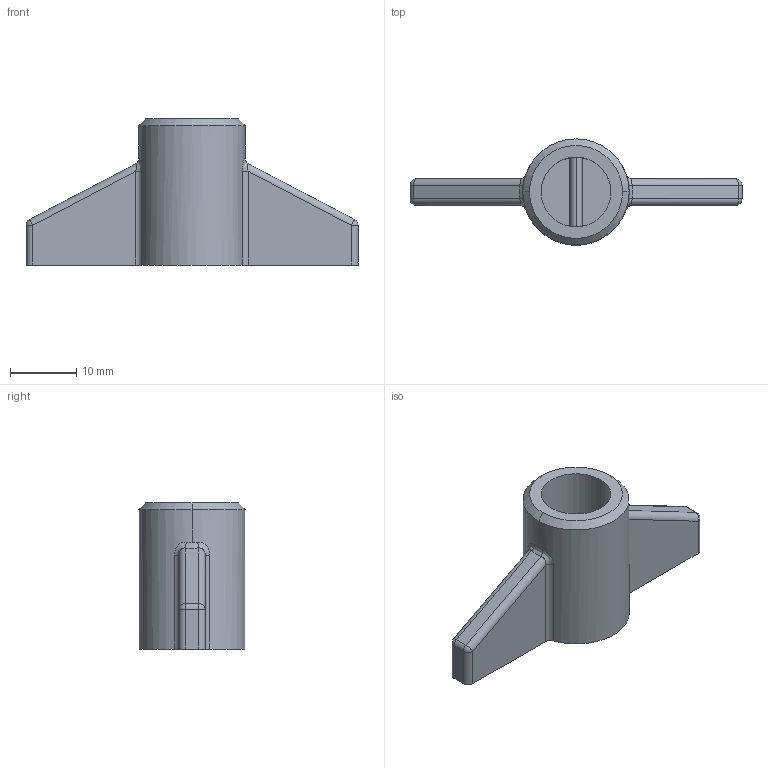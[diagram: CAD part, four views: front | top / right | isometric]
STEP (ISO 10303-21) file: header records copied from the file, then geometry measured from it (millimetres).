
FILE_DESCRIPTION(('STEP AP214'),'1');
FILE_NAME('Diff Tool.stp','2013-09-17T19:36:34',(' '),(' '),'Spatial InterOp 3D',' ',' ');
FILE_SCHEMA(('automotive_design'));
Length unit declared in the file: millimetre
Products named in the file (1): Diff Tool
Bounding box: 50 x 16 x 22 mm (x, y, z)
Volume: 4971.7 mm3; surface area: 2893.6 mm2
Topology: 1 solids, 1 shells, 46 faces, 107 edges, 64 vertices
Faces by surface type: cylinder 20, plane 14, bspline 6, sphere 4, cone 2
Entity records: 2289 total; most frequent: CARTESIAN_POINT 864, DIRECTION 223, ORIENTED_EDGE 214, EDGE_CURVE 107, AXIS2_PLACEMENT_3D 87, VERTEX_POINT 64, LINE 49, VECTOR 49
